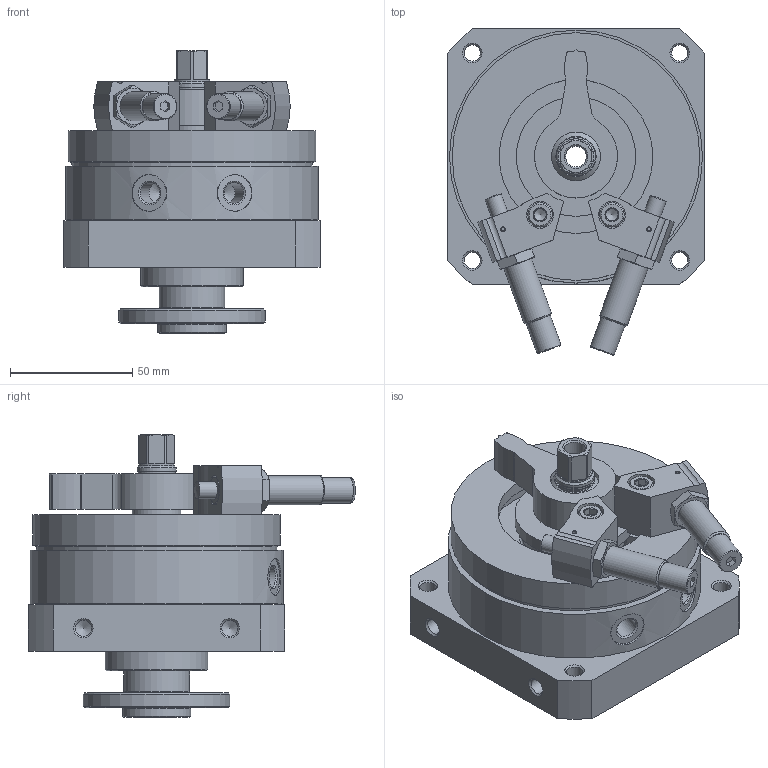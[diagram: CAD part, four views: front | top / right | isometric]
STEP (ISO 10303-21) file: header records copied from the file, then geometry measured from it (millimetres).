
FILE_DESCRIPTION(/* description */ ('STEP AP214'),/* implementation_level */ '2;1');
FILE_NAME(/* name */ '547585_DSM-32-270-CC-FW-A-B',/* time_stamp */ '2024-08-21T18:23:33+02:00',/* author */ ('License CC BY-ND 4.0'),/* organization */ ('CADENAS'),/* preprocessor_version */ 'ST-DEVELOPER v19.3',/* originating_system */ 'PARTsolutions',/* authorisation */ ' ');
FILE_SCHEMA (('AUTOMOTIVE_DESIGN {1 0 10303 214 3 1 1}'));
Length unit declared in the file: millimetre
Products named in the file (9): 547585 DSM-32-270-CC-FW-A-B--(0); 547585 DSM-32-270-CC-FW-A-B_G---(B); 704065 DSM-32-BR---(HZ); 548013 DYSC-8-8-Y1F---(SD_0); 342622 DSM-32_NS; DIN-912 - M6x25(F); 348987 SPZ-20 M12X1-4-15; 704064 DSM-32-BL---(HZ); 547585 DSM-32-270-CC-FW-A-B_K---(B)
Assembly tree (12 placements, depth 2):
  547585 DSM-32-270-CC-FW-A-B--(0)
    547585 DSM-32-270-CC-FW-A-B_G---(B)
    704065 DSM-32-BR---(HZ)
    548013 DYSC-8-8-Y1F---(SD_0)  x2
    342622 DSM-32_NS  x2
    DIN-912 - M6x25(F)  x2
    348987 SPZ-20 M12X1-4-15  x2
    704064 DSM-32-BL---(HZ)
    547585 DSM-32-270-CC-FW-A-B_K---(B)
Bounding box: 105 x 134.02 x 115.8 mm (x, y, z)
Volume: 536720.6 mm3; surface area: 108738.5 mm2
Topology: 12 solids, 12 shells, 398 faces, 919 edges, 574 vertices
Faces by surface type: plane 163, cylinder 127, cone 103, torus 3, sphere 2
Full cylindrical faces by diameter (mm): 1.567 x2, 4 x2, 4.917 x6, 6 x2, 6.5 x4, 6.6 x2, 6.647 x10, 7 x4, 8.566 x3, 10 x2, 10.4 x2, 10.917 x4, 11 x2, 12 x2, 14.5 x1, 15 x2, 15.2 x1, 16 x2, 20 x3, 27 x1, 28 x1, 42 x1, 43 x1, 49 x1, 60 x1, 63 x1, 72 x1, 82 x1, 98.5 x1, 101.5 x1
Entity records: 8804 total; most frequent: CARTESIAN_POINT 1557, DIRECTION 1555, ORIENTED_EDGE 1192, AXIS2_PLACEMENT_3D 660, EDGE_CURVE 596, FACE_BOUND 532, EDGE_LOOP 523, VERTEX_POINT 456
